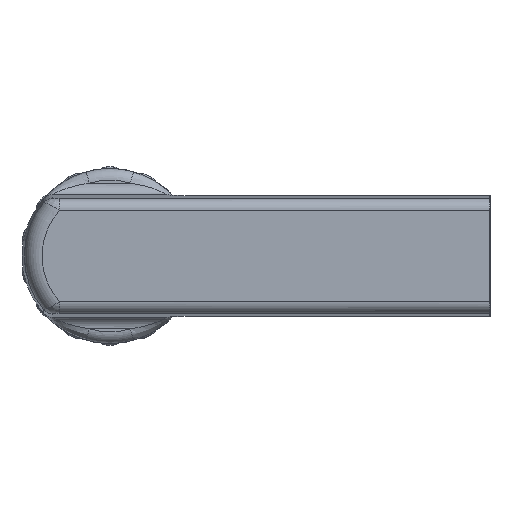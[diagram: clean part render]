
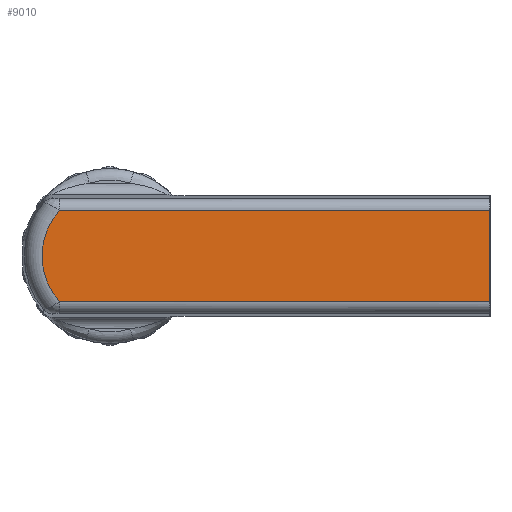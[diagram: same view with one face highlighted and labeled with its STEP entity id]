
A CAD part, left-side view. The second image highlights one B-rep face of the part: STEP entity #9010.
In plain terms, the highlighted face is planar.
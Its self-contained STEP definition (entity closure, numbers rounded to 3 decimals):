
#5330=CARTESIAN_POINT('',(-26.,3.117,20.));
#5340=VERTEX_POINT('',#5330);
#5470=CARTESIAN_POINT('',(3.431,3.117,20.));
#5480=VERTEX_POINT('',#5470);
#5510=CARTESIAN_POINT('',(-4.5,3.117,20.));
#5520=DIRECTION('',(1.,0.,0.));
#5530=VECTOR('',#5520,1.);
#5540=LINE('',#5510,#5530);
#5550=EDGE_CURVE('',#5340,#5480,#5540,.T.);
#8700=CARTESIAN_POINT('',(-26.,0.,20.));
#8710=DIRECTION('',(0.,0.,1.));
#8720=DIRECTION('',(1.,0.,0.));
#8730=AXIS2_PLACEMENT_3D('',#8700,#8710,#8720);
#8740=PLANE('',#8730);
#8750=CARTESIAN_POINT('',(0.,0.,20.));
#8760=DIRECTION('',(0.,0.,-1.));
#8770=DIRECTION('',(0.,1.,0.));
#8780=AXIS2_PLACEMENT_3D('',#8750,#8760,#8770);
#8790=CIRCLE('',#8780,4.636);
#8800=CARTESIAN_POINT('',(3.431,-3.117,20.));
#8810=VERTEX_POINT('',#8800);
#8820=EDGE_CURVE('',#5480,#8810,#8790,.T.);
#8830=ORIENTED_EDGE('',*,*,#8820,.F.);
#8840=CARTESIAN_POINT('',(-4.5,-3.117,20.));
#8850=DIRECTION('',(-1.,0.,0.));
#8860=VECTOR('',#8850,1.);
#8870=LINE('',#8840,#8860);
#8880=CARTESIAN_POINT('',(-26.,-3.117,20.));
#8890=VERTEX_POINT('',#8880);
#8900=EDGE_CURVE('',#8810,#8890,#8870,.T.);
#8910=ORIENTED_EDGE('',*,*,#8900,.F.);
#8920=CARTESIAN_POINT('',(-26.,0.,20.));
#8930=DIRECTION('',(0.,-1.,0.));
#8940=VECTOR('',#8930,1.);
#8950=LINE('',#8920,#8940);
#8960=EDGE_CURVE('',#5340,#8890,#8950,.T.);
#8970=ORIENTED_EDGE('',*,*,#8960,.T.);
#8980=ORIENTED_EDGE('',*,*,#5550,.F.);
#8990=EDGE_LOOP('',(#8980,#8970,#8910,#8830));
#9000=FACE_OUTER_BOUND('',#8990,.T.);
#9010=ADVANCED_FACE('',(#9000),#8740,.T.);
